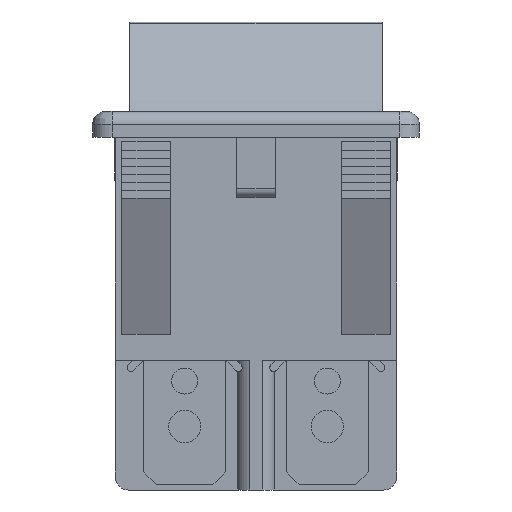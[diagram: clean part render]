
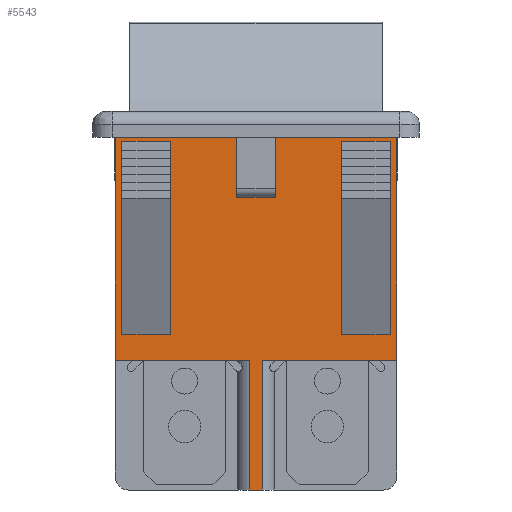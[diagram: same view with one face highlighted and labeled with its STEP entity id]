
A CAD part, left-side view. The second image highlights one B-rep face of the part: STEP entity #5543.
In plain terms, the highlighted planar face has unit normal (-1, 0, 0).
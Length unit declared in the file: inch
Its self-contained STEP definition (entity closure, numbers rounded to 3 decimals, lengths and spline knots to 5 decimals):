
#5281=CARTESIAN_POINT('',(-0.53543,-0.05906,0.49409));
#5282=VERTEX_POINT('',#5281);
#5298=CARTESIAN_POINT('',(-0.53543,0.05906,0.49409));
#5299=VERTEX_POINT('',#5298);
#5307=CARTESIAN_POINT('',(-0.53543,-0.05906,0.49409));
#5308=DIRECTION('',(0.0,1.0,0.0));
#5309=VECTOR('',#5308,0.11811);
#5310=LINE('',#5307,#5309);
#5311=EDGE_CURVE('',#5282,#5299,#5310,.T.);
#5354=CARTESIAN_POINT('',(-0.53543,0.05906,0.67717));
#5355=VERTEX_POINT('',#5354);
#5362=CARTESIAN_POINT('',(-0.53543,0.05906,0.49409));
#5363=DIRECTION('',(0.0,0.0,1.0));
#5364=VECTOR('',#5363,0.18307);
#5365=LINE('',#5362,#5364);
#5366=EDGE_CURVE('',#5299,#5355,#5365,.T.);
#5377=CARTESIAN_POINT('',(-0.53543,-0.05906,0.67717));
#5378=VERTEX_POINT('',#5377);
#5379=CARTESIAN_POINT('',(-0.53543,-0.05906,0.67717));
#5380=DIRECTION('',(0.0,0.0,-1.0));
#5381=VECTOR('',#5380,0.18307);
#5382=LINE('',#5379,#5381);
#5383=EDGE_CURVE('',#5378,#5282,#5382,.T.);
#5395=CARTESIAN_POINT('',(-0.53543,-0.46988,-0.44724));
#5396=DIRECTION('',(-1.0,0.0,0.0));
#5397=DIRECTION('',(0.0,0.0,1.0));
#5398=AXIS2_PLACEMENT_3D('',#5395,#5396,#5397);
#5399=PLANE('',#5398);
#5400=ORIENTED_EDGE('',*,*,#5383,.T.);
#5401=ORIENTED_EDGE('',*,*,#5311,.T.);
#5402=ORIENTED_EDGE('',*,*,#5366,.T.);
#5403=CARTESIAN_POINT('',(-0.53543,0.42717,0.67717));
#5404=VERTEX_POINT('',#5403);
#5405=CARTESIAN_POINT('',(-0.53543,0.05906,0.67717));
#5406=DIRECTION('',(0.0,1.0,0.0));
#5407=VECTOR('',#5406,0.36811);
#5408=LINE('',#5405,#5407);
#5409=EDGE_CURVE('',#5355,#5404,#5408,.T.);
#5410=ORIENTED_EDGE('',*,*,#5409,.T.);
#5411=CARTESIAN_POINT('',(-0.53543,0.42717,0.0));
#5412=VERTEX_POINT('',#5411);
#5413=CARTESIAN_POINT('',(-0.53543,0.42717,0.0));
#5414=DIRECTION('',(0.0,0.0,1.0));
#5415=VECTOR('',#5414,0.67717);
#5416=LINE('',#5413,#5415);
#5417=EDGE_CURVE('',#5412,#5404,#5416,.T.);
#5418=ORIENTED_EDGE('',*,*,#5417,.F.);
#5419=CARTESIAN_POINT('',(-0.53543,0.01969,0.0));
#5420=VERTEX_POINT('',#5419);
#5421=CARTESIAN_POINT('',(-0.53543,0.01969,0.0));
#5422=DIRECTION('',(0.0,1.0,0.0));
#5423=VECTOR('',#5422,0.40748);
#5424=LINE('',#5421,#5423);
#5425=EDGE_CURVE('',#5420,#5412,#5424,.T.);
#5426=ORIENTED_EDGE('',*,*,#5425,.F.);
#5427=CARTESIAN_POINT('',(-0.53543,0.01969,-0.3937));
#5428=VERTEX_POINT('',#5427);
#5429=CARTESIAN_POINT('',(-0.53543,0.01969,0.0));
#5430=DIRECTION('',(0.0,0.0,-1.0));
#5431=VECTOR('',#5430,0.3937);
#5432=LINE('',#5429,#5431);
#5433=EDGE_CURVE('',#5420,#5428,#5432,.T.);
#5434=ORIENTED_EDGE('',*,*,#5433,.T.);
#5435=CARTESIAN_POINT('',(-0.53543,-0.01969,-0.3937));
#5436=VERTEX_POINT('',#5435);
#5437=CARTESIAN_POINT('',(-0.53543,0.01969,-0.3937));
#5438=DIRECTION('',(0.0,-1.0,0.0));
#5439=VECTOR('',#5438,0.03937);
#5440=LINE('',#5437,#5439);
#5441=EDGE_CURVE('',#5428,#5436,#5440,.T.);
#5442=ORIENTED_EDGE('',*,*,#5441,.T.);
#5443=CARTESIAN_POINT('',(-0.53543,-0.01969,0.0));
#5444=VERTEX_POINT('',#5443);
#5445=CARTESIAN_POINT('',(-0.53543,-0.01969,0.0));
#5446=DIRECTION('',(0.0,0.0,-1.0));
#5447=VECTOR('',#5446,0.3937);
#5448=LINE('',#5445,#5447);
#5449=EDGE_CURVE('',#5444,#5436,#5448,.T.);
#5450=ORIENTED_EDGE('',*,*,#5449,.F.);
#5451=CARTESIAN_POINT('',(-0.53543,-0.42717,0.0));
#5452=VERTEX_POINT('',#5451);
#5453=CARTESIAN_POINT('',(-0.53543,-0.42717,0.0));
#5454=DIRECTION('',(0.0,1.0,0.0));
#5455=VECTOR('',#5454,0.40748);
#5456=LINE('',#5453,#5455);
#5457=EDGE_CURVE('',#5452,#5444,#5456,.T.);
#5458=ORIENTED_EDGE('',*,*,#5457,.F.);
#5459=CARTESIAN_POINT('',(-0.53543,-0.42717,0.67717));
#5460=VERTEX_POINT('',#5459);
#5461=CARTESIAN_POINT('',(-0.53543,-0.42717,0.0));
#5462=DIRECTION('',(0.0,0.0,1.0));
#5463=VECTOR('',#5462,0.67717);
#5464=LINE('',#5461,#5463);
#5465=EDGE_CURVE('',#5452,#5460,#5464,.T.);
#5466=ORIENTED_EDGE('',*,*,#5465,.T.);
#5467=CARTESIAN_POINT('',(-0.53543,-0.42717,0.67717));
#5468=DIRECTION('',(0.0,1.0,0.0));
#5469=VECTOR('',#5468,0.36811);
#5470=LINE('',#5467,#5469);
#5471=EDGE_CURVE('',#5460,#5378,#5470,.T.);
#5472=ORIENTED_EDGE('',*,*,#5471,.T.);
#5473=EDGE_LOOP('',(#5400,#5401,#5402,#5410,#5418,#5426,#5434,#5442,#5450,#5458,#5466,#5472));
#5474=FACE_OUTER_BOUND('',#5473,.T.);
#5475=CARTESIAN_POINT('',(-0.53543,0.25984,0.07874));
#5476=VERTEX_POINT('',#5475);
#5477=CARTESIAN_POINT('',(-0.53543,0.25984,0.19589));
#5478=VERTEX_POINT('',#5477);
#5479=CARTESIAN_POINT('',(-0.53543,0.25984,0.07874));
#5480=DIRECTION('',(0.0,0.0,1.0));
#5481=VECTOR('',#5480,0.11715);
#5482=LINE('',#5479,#5481);
#5483=EDGE_CURVE('',#5476,#5478,#5482,.T.);
#5484=ORIENTED_EDGE('',*,*,#5483,.F.);
#5485=CARTESIAN_POINT('',(-0.53543,0.40748,0.07874));
#5486=VERTEX_POINT('',#5485);
#5487=CARTESIAN_POINT('',(-0.53543,0.25984,0.07874));
#5488=DIRECTION('',(0.0,1.0,0.0));
#5489=VECTOR('',#5488,0.14764);
#5490=LINE('',#5487,#5489);
#5491=EDGE_CURVE('',#5476,#5486,#5490,.T.);
#5492=ORIENTED_EDGE('',*,*,#5491,.T.);
#5493=CARTESIAN_POINT('',(-0.53543,0.40748,0.19589));
#5494=VERTEX_POINT('',#5493);
#5495=CARTESIAN_POINT('',(-0.53543,0.40748,0.07874));
#5496=DIRECTION('',(0.0,0.0,1.0));
#5497=VECTOR('',#5496,0.11715);
#5498=LINE('',#5495,#5497);
#5499=EDGE_CURVE('',#5486,#5494,#5498,.T.);
#5500=ORIENTED_EDGE('',*,*,#5499,.T.);
#5501=CARTESIAN_POINT('',(-0.53543,0.40748,0.19589));
#5502=DIRECTION('',(0.0,-1.0,0.0));
#5503=VECTOR('',#5502,0.14764);
#5504=LINE('',#5501,#5503);
#5505=EDGE_CURVE('',#5494,#5478,#5504,.T.);
#5506=ORIENTED_EDGE('',*,*,#5505,.T.);
#5507=EDGE_LOOP('',(#5484,#5492,#5500,#5506));
#5508=FACE_BOUND('',#5507,.T.);
#5509=CARTESIAN_POINT('',(-0.53543,-0.25984,0.19589));
#5510=VERTEX_POINT('',#5509);
#5511=CARTESIAN_POINT('',(-0.53543,-0.40748,0.19589));
#5512=VERTEX_POINT('',#5511);
#5513=CARTESIAN_POINT('',(-0.53543,-0.25984,0.19589));
#5514=DIRECTION('',(0.0,-1.0,0.0));
#5515=VECTOR('',#5514,0.14764);
#5516=LINE('',#5513,#5515);
#5517=EDGE_CURVE('',#5510,#5512,#5516,.T.);
#5518=ORIENTED_EDGE('',*,*,#5517,.T.);
#5519=CARTESIAN_POINT('',(-0.53543,-0.40748,0.07874));
#5520=VERTEX_POINT('',#5519);
#5521=CARTESIAN_POINT('',(-0.53543,-0.40748,0.19589));
#5522=DIRECTION('',(0.0,0.0,-1.0));
#5523=VECTOR('',#5522,0.11715);
#5524=LINE('',#5521,#5523);
#5525=EDGE_CURVE('',#5512,#5520,#5524,.T.);
#5526=ORIENTED_EDGE('',*,*,#5525,.T.);
#5527=CARTESIAN_POINT('',(-0.53543,-0.25984,0.07874));
#5528=VERTEX_POINT('',#5527);
#5529=CARTESIAN_POINT('',(-0.53543,-0.40748,0.07874));
#5530=DIRECTION('',(0.0,1.0,0.0));
#5531=VECTOR('',#5530,0.14764);
#5532=LINE('',#5529,#5531);
#5533=EDGE_CURVE('',#5520,#5528,#5532,.T.);
#5534=ORIENTED_EDGE('',*,*,#5533,.T.);
#5535=CARTESIAN_POINT('',(-0.53543,-0.25984,0.19589));
#5536=DIRECTION('',(0.0,0.0,-1.0));
#5537=VECTOR('',#5536,0.11715);
#5538=LINE('',#5535,#5537);
#5539=EDGE_CURVE('',#5510,#5528,#5538,.T.);
#5540=ORIENTED_EDGE('',*,*,#5539,.F.);
#5541=EDGE_LOOP('',(#5518,#5526,#5534,#5540));
#5542=FACE_BOUND('',#5541,.T.);
#5543=ADVANCED_FACE('',(#5474,#5508,#5542),#5399,.T.);
